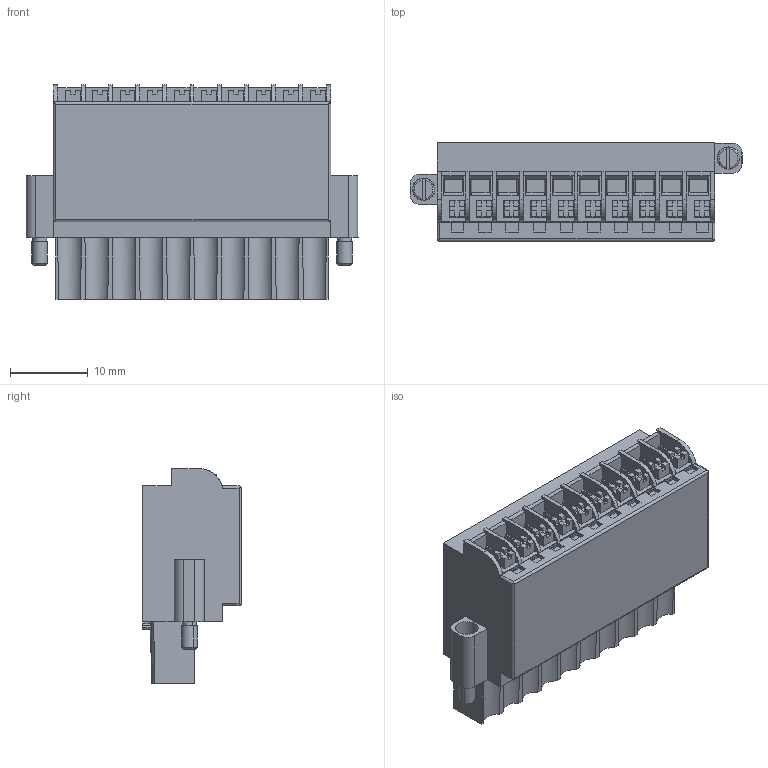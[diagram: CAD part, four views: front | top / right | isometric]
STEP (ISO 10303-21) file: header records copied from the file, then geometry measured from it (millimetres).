
FILE_DESCRIPTION(('CATIA V5 STEP Exchange','CAx-IF Rec.Pracs.--- Model Styling and Organization---1.4--- 2014-01-23'),'2;1');
FILE_NAME ('D1456186_1_1789080000_1789080000.stp','2021-03-09T12:38:04+00:00',('none'),('Weidmueller'),'CATIA Version 5-6 Release 2016 SP3 HF44','CATIA V5 STEP AP214','none');
FILE_SCHEMA(('AUTOMOTIVE_DESIGN { 1 0 10303 214 1 1 1 1 }'));
Length unit declared in the file: millimetre
Products named in the file (1): 1789080000
Bounding box: 42.7 x 12.7 x 27.6 mm (x, y, z)
Volume: 9183.8 mm3; surface area: 4957.3 mm2
Topology: 13 solids, 13 shells, 887 faces, 2514 edges, 1692 vertices
Faces by surface type: plane 676, cylinder 169, cone 30, torus 12
Entity records: 29005 total; most frequent: CARTESIAN_POINT 6694, ORIENTED_EDGE 5028, DIRECTION 3528, EDGE_CURVE 2514, VECTOR 1916, LINE 1916, VERTEX_POINT 1692, AXIS2_PLACEMENT_3D 1009
